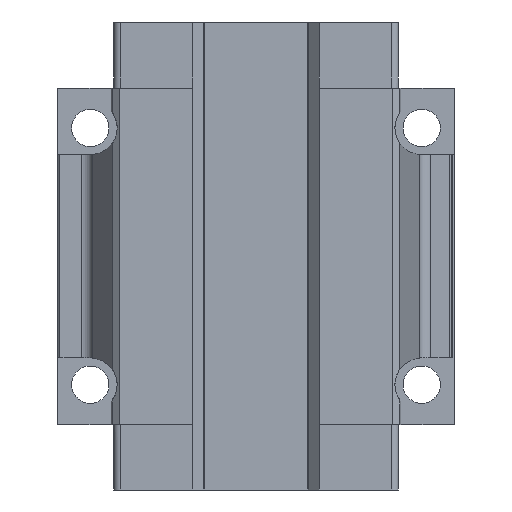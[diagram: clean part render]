
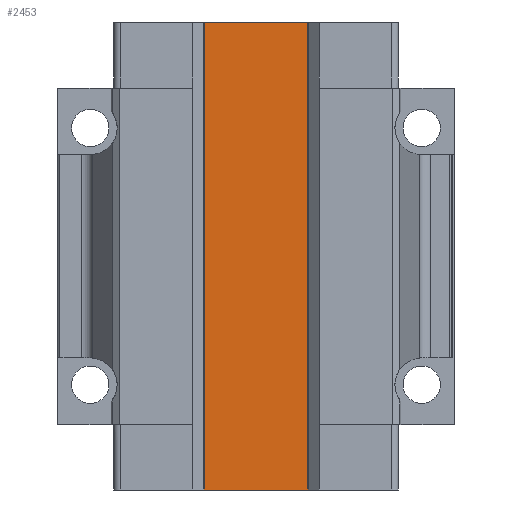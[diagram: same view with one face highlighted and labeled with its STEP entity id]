
A CAD part, front view. The second image highlights one B-rep face of the part: STEP entity #2453.
In plain terms, the highlighted planar face has unit normal (0, -1, 0).
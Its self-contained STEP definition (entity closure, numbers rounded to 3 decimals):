
#2174 = VERTEX_POINT ( 'NONE', #6978 ) ;
#2210 = EDGE_CURVE ( 'NONE', #2174, #2215, #7061, .T. ) ;
#2215 = VERTEX_POINT ( 'NONE', #7046 ) ;
#2273 = EDGE_CURVE ( 'NONE', #2215, #2279, #7259, .T. ) ;
#2279 = VERTEX_POINT ( 'NONE', #7254 ) ;
#2380 = VERTEX_POINT ( 'NONE', #7533 ) ;
#2391 = EDGE_CURVE ( 'NONE', #2279, #2380, #7519, .T. ) ;
#2407 = ORIENTED_EDGE ( 'NONE', *, *, #2460, .T. ) ;
#2412 = ORIENTED_EDGE ( 'NONE', *, *, #2210, .T. ) ;
#2420 = EDGE_LOOP ( 'NONE', ( #2422, #2407, #2412, #2421 ) ) ;
#2421 = ORIENTED_EDGE ( 'NONE', *, *, #2273, .T. ) ;
#2422 = ORIENTED_EDGE ( 'NONE', *, *, #2391, .T. ) ;
#2453 = ADVANCED_FACE ( 'NONE', ( #7699 ), #7695, .T. ) ;
#2460 = EDGE_CURVE ( 'NONE', #2380, #2174, #7688, .T. ) ;
#6978 = CARTESIAN_POINT ( 'NONE',  ( 23., 0., 100.1 ) ) ;
#7046 = CARTESIAN_POINT ( 'NONE',  ( -23., 0., 100.1 ) ) ;
#7056 = DIRECTION ( 'NONE',  ( -1., 0., 0. ) ) ;
#7058 = VECTOR ( 'NONE', #7056, 1000. ) ;
#7059 = CARTESIAN_POINT ( 'NONE',  ( -23., 0., 100.1 ) ) ;
#7061 = LINE ( 'NONE', #7059, #7058 ) ;
#7254 = CARTESIAN_POINT ( 'NONE',  ( -23., 0., -100.1 ) ) ;
#7256 = DIRECTION ( 'NONE',  ( 0., 0., -1. ) ) ;
#7257 = VECTOR ( 'NONE', #7256, 1000. ) ;
#7258 = CARTESIAN_POINT ( 'NONE',  ( -23., 0., -72.1 ) ) ;
#7259 = LINE ( 'NONE', #7258, #7257 ) ;
#7515 = DIRECTION ( 'NONE',  ( 1., 0., 0. ) ) ;
#7516 = VECTOR ( 'NONE', #7515, 1000. ) ;
#7518 = CARTESIAN_POINT ( 'NONE',  ( -23., 0., -100.1 ) ) ;
#7519 = LINE ( 'NONE', #7518, #7516 ) ;
#7533 = CARTESIAN_POINT ( 'NONE',  ( 23., 0., -100.1 ) ) ;
#7687 = CARTESIAN_POINT ( 'NONE',  ( 23., 0., -72.1 ) ) ;
#7688 = LINE ( 'NONE', #7687, #7764 ) ;
#7690 = DIRECTION ( 'NONE',  ( 0., 0., -1. ) ) ;
#7691 = DIRECTION ( 'NONE',  ( 0., -1., 0. ) ) ;
#7693 = CARTESIAN_POINT ( 'NONE',  ( -23., 0., -72.1 ) ) ;
#7694 = AXIS2_PLACEMENT_3D ( 'NONE', #7693, #7691, #7690 ) ;
#7695 = PLANE ( 'NONE',  #7694 ) ;
#7699 = FACE_OUTER_BOUND ( 'NONE', #2420, .T. ) ;
#7756 = DIRECTION ( 'NONE',  ( 0., 0., 1. ) ) ;
#7764 = VECTOR ( 'NONE', #7756, 1000. ) ;
